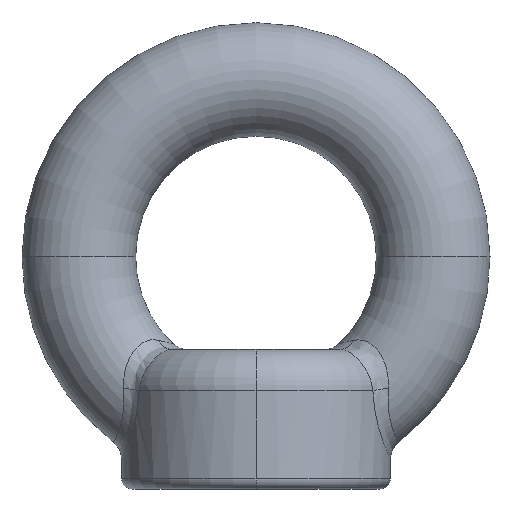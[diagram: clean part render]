
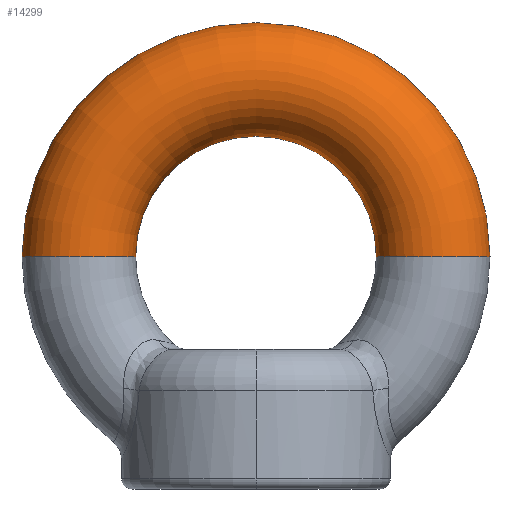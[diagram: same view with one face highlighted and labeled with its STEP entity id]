
A CAD part, top view. The second image highlights one B-rep face of the part: STEP entity #14299.
In plain terms, the highlighted toroidal (fillet/blend) face has major radius 17.15 mm and minor radius 5.5 mm.
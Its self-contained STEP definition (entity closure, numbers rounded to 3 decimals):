
#530 = AXIS2_PLACEMENT_3D ( 'NONE', #6092, #16968, #15162 ) ;
#968 = TOROIDAL_SURFACE ( 'NONE', #530, 17.15, 5.5 ) ;
#1174 = DIRECTION ( 'NONE',  ( 0., 0., 1. ) ) ;
#1932 = EDGE_CURVE ( 'NONE', #10829, #17791, #20064, .T. ) ;
#2428 = EDGE_LOOP ( 'NONE', ( #15411, #15392, #5716, #12542 ) ) ;
#2544 = CARTESIAN_POINT ( 'NONE',  ( -22.65, 0., 0. ) ) ;
#3414 = VERTEX_POINT ( 'NONE', #2544 ) ;
#4332 = CARTESIAN_POINT ( 'NONE',  ( 17.15, 0., 0. ) ) ;
#4982 = VERTEX_POINT ( 'NONE', #16135 ) ;
#5670 = AXIS2_PLACEMENT_3D ( 'NONE', #18164, #19783, #10470 ) ;
#5716 = ORIENTED_EDGE ( 'NONE', *, *, #18690, .T. ) ;
#5879 = AXIS2_PLACEMENT_3D ( 'NONE', #18692, #9423, #14247 ) ;
#6092 = CARTESIAN_POINT ( 'NONE',  ( 0., 0., 0. ) ) ;
#7550 = CARTESIAN_POINT ( 'NONE',  ( 11.65, 0., 0. ) ) ;
#7952 = CIRCLE ( 'NONE', #8791, 5.5 ) ;
#7972 = EDGE_CURVE ( 'NONE', #4982, #10829, #7952, .T. ) ;
#8686 = CARTESIAN_POINT ( 'NONE',  ( -11.65, 0., 0. ) ) ;
#8791 = AXIS2_PLACEMENT_3D ( 'NONE', #4332, #10347, #12121 ) ;
#9423 = DIRECTION ( 'NONE',  ( 0., 1., 0. ) ) ;
#10347 = DIRECTION ( 'NONE',  ( 0., -1., 0. ) ) ;
#10470 = DIRECTION ( 'NONE',  ( 1., 0., 0. ) ) ;
#10829 = VERTEX_POINT ( 'NONE', #7550 ) ;
#12121 = DIRECTION ( 'NONE',  ( 0., 0., -1. ) ) ;
#12542 = ORIENTED_EDGE ( 'NONE', *, *, #1932, .F. ) ;
#12788 = CIRCLE ( 'NONE', #5879, 5.5 ) ;
#14247 = DIRECTION ( 'NONE',  ( -1., 0., 0. ) ) ;
#14299 = ADVANCED_FACE ( 'NONE', ( #19674 ), #968, .T. ) ;
#15162 = DIRECTION ( 'NONE',  ( 1., 0., 0. ) ) ;
#15356 = CARTESIAN_POINT ( 'NONE',  ( 0., 0., 0. ) ) ;
#15392 = ORIENTED_EDGE ( 'NONE', *, *, #15607, .T. ) ;
#15411 = ORIENTED_EDGE ( 'NONE', *, *, #7972, .F. ) ;
#15607 = EDGE_CURVE ( 'NONE', #4982, #3414, #20140, .T. ) ;
#16135 = CARTESIAN_POINT ( 'NONE',  ( 22.65, 0., 0. ) ) ;
#16923 = AXIS2_PLACEMENT_3D ( 'NONE', #15356, #1174, #18518 ) ;
#16968 = DIRECTION ( 'NONE',  ( 0., 0., 1. ) ) ;
#17791 = VERTEX_POINT ( 'NONE', #8686 ) ;
#18164 = CARTESIAN_POINT ( 'NONE',  ( 0., 0., 0. ) ) ;
#18518 = DIRECTION ( 'NONE',  ( 1., 0., 0. ) ) ;
#18690 = EDGE_CURVE ( 'NONE', #3414, #17791, #12788, .T. ) ;
#18692 = CARTESIAN_POINT ( 'NONE',  ( -17.15, 0., 0. ) ) ;
#19674 = FACE_OUTER_BOUND ( 'NONE', #2428, .T. ) ;
#19783 = DIRECTION ( 'NONE',  ( 0., 0., 1. ) ) ;
#20064 = CIRCLE ( 'NONE', #5670, 11.65 ) ;
#20140 = CIRCLE ( 'NONE', #16923, 22.65 ) ;
